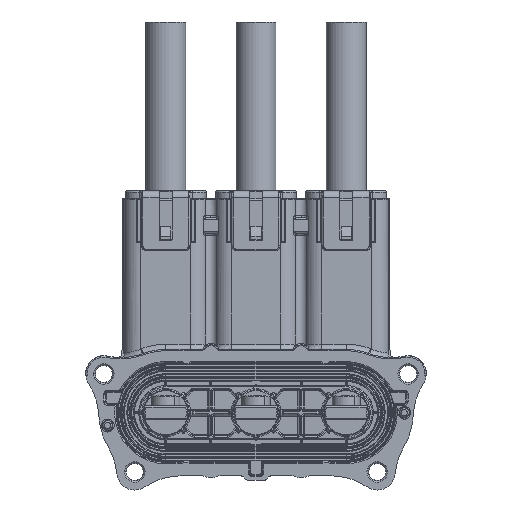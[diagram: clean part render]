
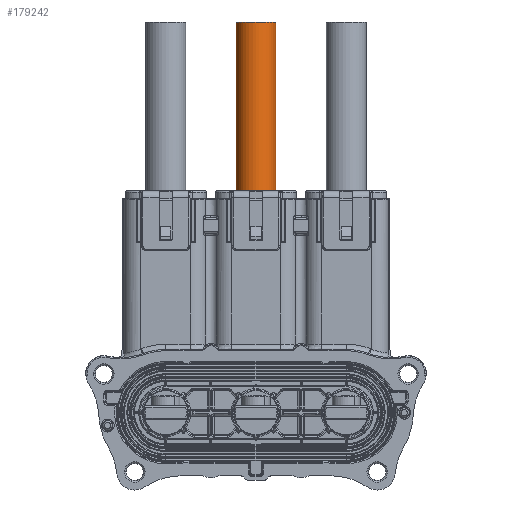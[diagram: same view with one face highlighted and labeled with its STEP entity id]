
A CAD part, front view. The second image highlights one B-rep face of the part: STEP entity #179242.
In plain terms, the highlighted cylindrical face has radius 7.75 mm (diameter 15.5 mm), a partial arc.
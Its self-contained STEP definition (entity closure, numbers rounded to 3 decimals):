
#9070 = VERTEX_POINT ( 'NONE', #167935 ) ;
#15099 = DIRECTION ( 'NONE',  ( -1., 0., 0. ) ) ;
#38371 = VERTEX_POINT ( 'NONE', #178541 ) ;
#49177 = CARTESIAN_POINT ( 'NONE',  ( 33., 7., 71.5 ) ) ;
#50839 = CARTESIAN_POINT ( 'NONE',  ( 33., 7., 140. ) ) ;
#52167 = ORIENTED_EDGE ( 'NONE', *, *, #147741, .T. ) ;
#62832 = EDGE_CURVE ( 'NONE', #9070, #139297, #116597, .T. ) ;
#65227 = ORIENTED_EDGE ( 'NONE', *, *, #74405, .F. ) ;
#74405 = EDGE_CURVE ( 'NONE', #139297, #38371, #119520, .T. ) ;
#78251 = AXIS2_PLACEMENT_3D ( 'NONE', #173133, #156766, #156026 ) ;
#84357 = CYLINDRICAL_SURFACE ( 'NONE', #88851, 7.75 ) ;
#85648 = CARTESIAN_POINT ( 'NONE',  ( 40.75, 7., 140. ) ) ;
#88851 = AXIS2_PLACEMENT_3D ( 'NONE', #50839, #138806, #15099 ) ;
#102995 = CARTESIAN_POINT ( 'NONE',  ( 40.75, 7., 71.5 ) ) ;
#109538 = CIRCLE ( 'NONE', #78251, 7.75 ) ;
#112153 = ORIENTED_EDGE ( 'NONE', *, *, #62832, .F. ) ;
#116597 = LINE ( 'NONE', #85648, #136126 ) ;
#119520 = CIRCLE ( 'NONE', #200189, 7.75 ) ;
#121634 = ORIENTED_EDGE ( 'NONE', *, *, #199203, .T. ) ;
#136126 = VECTOR ( 'NONE', #175950, 1000. ) ;
#138279 = LINE ( 'NONE', #147358, #227384 ) ;
#138806 = DIRECTION ( 'NONE',  ( 0., 0., -1. ) ) ;
#139297 = VERTEX_POINT ( 'NONE', #102995 ) ;
#147032 = EDGE_LOOP ( 'NONE', ( #112153, #52167, #121634, #65227 ) ) ;
#147358 = CARTESIAN_POINT ( 'NONE',  ( 25.25, 7., 140. ) ) ;
#147741 = EDGE_CURVE ( 'NONE', #9070, #191441, #109538, .T. ) ;
#156026 = DIRECTION ( 'NONE',  ( -1., 0., 0. ) ) ;
#156766 = DIRECTION ( 'NONE',  ( 0., 0., -1. ) ) ;
#158855 = DIRECTION ( 'NONE',  ( 0., 0., -1. ) ) ;
#167935 = CARTESIAN_POINT ( 'NONE',  ( 40.75, 7., 140. ) ) ;
#173133 = CARTESIAN_POINT ( 'NONE',  ( 33., 7., 140. ) ) ;
#173729 = FACE_OUTER_BOUND ( 'NONE', #147032, .T. ) ;
#175950 = DIRECTION ( 'NONE',  ( 0., 0., -1. ) ) ;
#178541 = CARTESIAN_POINT ( 'NONE',  ( 25.25, 7., 71.5 ) ) ;
#179242 = ADVANCED_FACE ( 'NONE', ( #173729 ), #84357, .T. ) ;
#181618 = DIRECTION ( 'NONE',  ( 0., 0., -1. ) ) ;
#191441 = VERTEX_POINT ( 'NONE', #222552 ) ;
#199203 = EDGE_CURVE ( 'NONE', #191441, #38371, #138279, .T. ) ;
#200189 = AXIS2_PLACEMENT_3D ( 'NONE', #49177, #158855, #227400 ) ;
#222552 = CARTESIAN_POINT ( 'NONE',  ( 25.25, 7., 140. ) ) ;
#227384 = VECTOR ( 'NONE', #181618, 1000. ) ;
#227400 = DIRECTION ( 'NONE',  ( -1., 0., 0. ) ) ;
